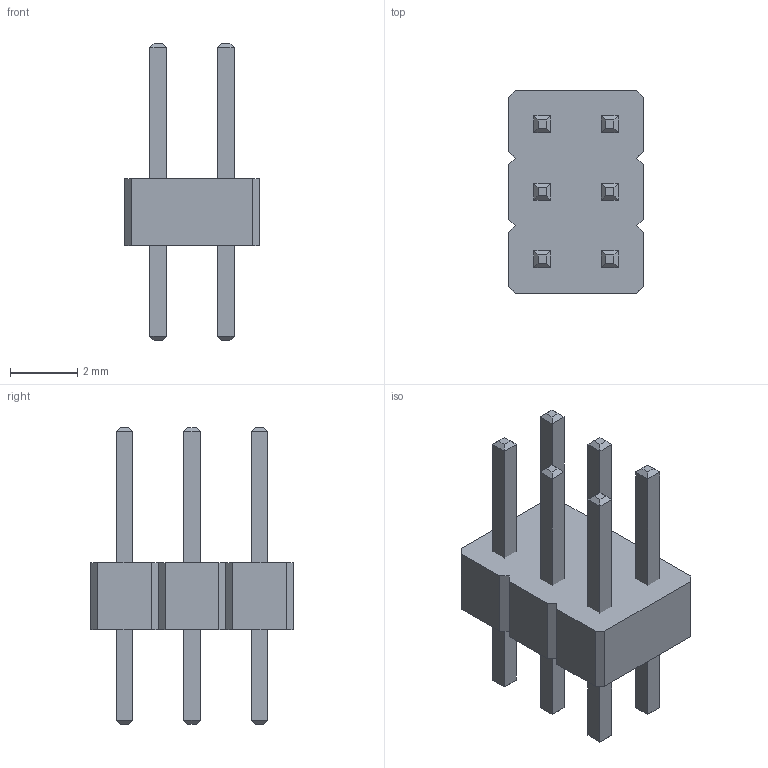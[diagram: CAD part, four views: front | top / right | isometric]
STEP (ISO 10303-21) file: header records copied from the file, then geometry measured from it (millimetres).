
FILE_DESCRIPTION(/* description */ ('model of PinHeader_2x03_P2.00mm_Vertical'),/* implementation_level */ '2;1');
FILE_NAME(/* name */ 'PinHeader_2x03_P2.00mm_Vertical.step',/* time_stamp */ '2018-01-24T13:14:53',/* author */ ('kicad StepUp','ksu'),/* organization */ ('FreeCAD'),/* preprocessor_version */ 'OCC',/* originating_system */ 'kicad StepUp',/* authorisation */ '');
FILE_SCHEMA(('AUTOMOTIVE_DESIGN { 1 0 10303 214 1 1 1 1 }'));
Length unit declared in the file: millimetre
Products named in the file (2): PinHeader_2x03_P200mm_Vertical; Shape0_217037898339
Bounding box: 4 x 6 x 8.8 mm (x, y, z)
Volume: 60.6 mm3; surface area: 194.4 mm2
Topology: 7 solids, 7 shells, 106 faces, 228 edges, 136 vertices
Faces by surface type: plane 106
Entity records: 1870 total; most frequent: ORIENTED_EDGE 352, CARTESIAN_POINT 289, EDGE_CURVE 228, LINE 228, VERTEX_POINT 136, AXIS2_PLACEMENT_3D 107, ADVANCED_FACE 106, FACE_BOUND 106
